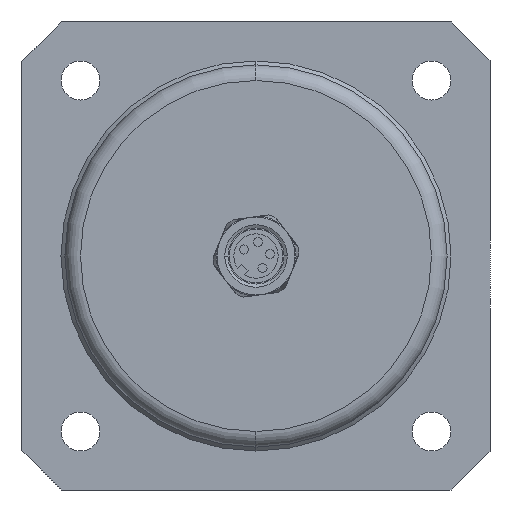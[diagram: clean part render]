
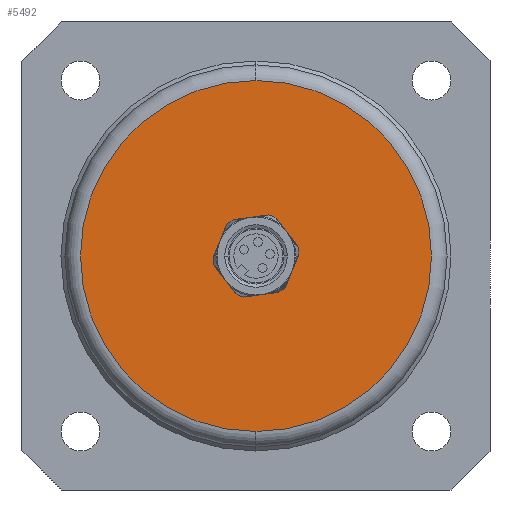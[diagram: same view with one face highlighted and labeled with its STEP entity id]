
A CAD part, left-side view. The second image highlights one B-rep face of the part: STEP entity #5492.
In plain terms, the highlighted planar face has unit normal (-1, 0, 0).
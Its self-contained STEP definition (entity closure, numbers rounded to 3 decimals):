
#446 = CIRCLE ( 'NONE', #2098, 22.5 ) ;
#827 = DIRECTION ( 'NONE',  ( 0., 0., 1. ) ) ;
#843 = CARTESIAN_POINT ( 'NONE',  ( -3., 0., 0. ) ) ;
#887 = CARTESIAN_POINT ( 'NONE',  ( -3., 0., 0. ) ) ;
#1489 = DIRECTION ( 'NONE',  ( -1., 0., 0. ) ) ;
#1842 = DIRECTION ( 'NONE',  ( -1., 0., 0. ) ) ;
#1969 = AXIS2_PLACEMENT_3D ( 'NONE', #887, #5879, #827 ) ;
#2098 = AXIS2_PLACEMENT_3D ( 'NONE', #843, #1842, #5236 ) ;
#3110 = FACE_OUTER_BOUND ( 'NONE', #5615, .T. ) ;
#3212 = PLANE ( 'NONE',  #7128 ) ;
#3593 = CARTESIAN_POINT ( 'NONE',  ( -3., 0., -22.5 ) ) ;
#3729 = CIRCLE ( 'NONE', #1969, 22.5 ) ;
#4187 = CARTESIAN_POINT ( 'NONE',  ( -3., 0., 0. ) ) ;
#4456 = ORIENTED_EDGE ( 'NONE', *, *, #7144, .T. ) ;
#4645 = CARTESIAN_POINT ( 'NONE',  ( -3., 0., 22.5 ) ) ;
#4749 = DIRECTION ( 'NONE',  ( 0., 0., 1. ) ) ;
#5236 = DIRECTION ( 'NONE',  ( 0., 0., 1. ) ) ;
#5492 = ADVANCED_FACE ( 'NONE', ( #3110 ), #3212, .T. ) ;
#5615 = EDGE_LOOP ( 'NONE', ( #4456, #5809 ) ) ;
#5809 = ORIENTED_EDGE ( 'NONE', *, *, #6320, .T. ) ;
#5879 = DIRECTION ( 'NONE',  ( -1., 0., 0. ) ) ;
#6122 = VERTEX_POINT ( 'NONE', #3593 ) ;
#6311 = VERTEX_POINT ( 'NONE', #4645 ) ;
#6320 = EDGE_CURVE ( 'NONE', #6122, #6311, #446, .T. ) ;
#7128 = AXIS2_PLACEMENT_3D ( 'NONE', #4187, #1489, #4749 ) ;
#7144 = EDGE_CURVE ( 'NONE', #6311, #6122, #3729, .T. ) ;
